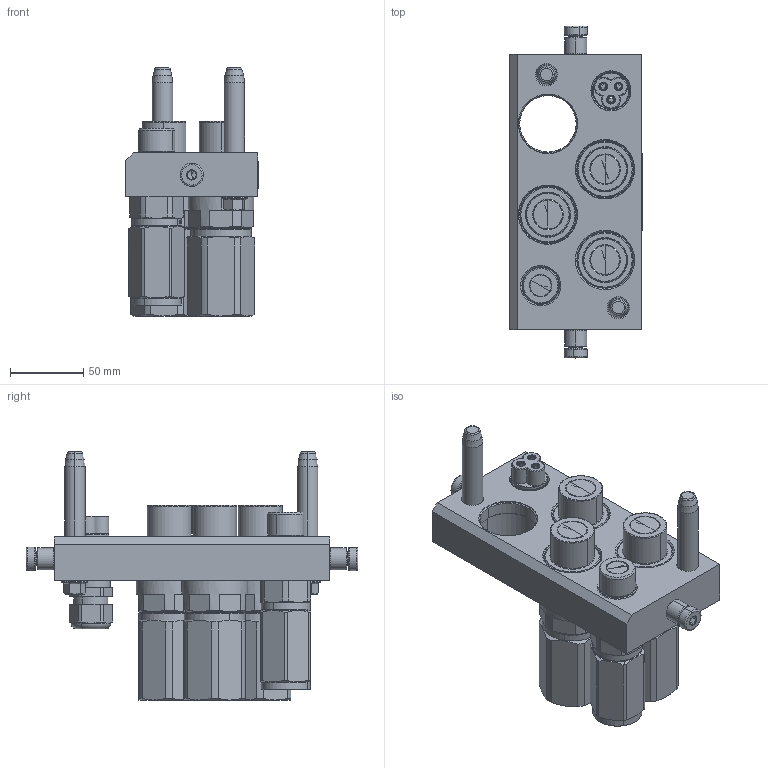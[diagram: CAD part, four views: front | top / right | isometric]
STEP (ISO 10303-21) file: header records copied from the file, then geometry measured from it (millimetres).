
FILE_DESCRIPTION (( 'STEP AP214' ), '1' );
FILE_NAME ('FASTER.step', '2022-01-21T12:41:03', ( '' ), ( '' ), 'SwSTEP 2.0', 'SolidWorks 2017', '' );
FILE_SCHEMA (( 'AUTOMOTIVE_DESIGN' ));
Length unit declared in the file: millimetre
Products named in the file (15): 4830_028_1000_011.prt; 4830_044_0000_000; 4850_010_8000_000.prt; 3ffnp34_gas_m; 3ffnp12_gas_m; et002; 4830_021_1000_000.prt; conn_3p_m; 4830_013_3000_030; corpospel08-3m; 1540_080_0008_000.prt; P6I_M_BASE; FASTER
Assembly tree (22 placements, depth 3):
  FASTER
    P6I_M_BASE
      4850_010_8000_000.prt
      4830_021_1000_000.prt  x2
      4830_028_1000_011.prt  x2
      1540_080_0008_000.prt  x2
      4830_013_3000_030  x2
    3ffnp34_gas_m  x3
      3ffnp34_gas_m
    3ffnp12_gas_m
      3ffnp12_gas_m
    conn_3p_m
      4830_044_0000_000  x3
      corpospel08-3m
    et002
Bounding box: 90.3 x 226.6 x 169.35 mm (x, y, z)
Volume: 2473.8 mm3; surface area: 187334.3 mm2
Topology: 3 solids, 64 shells, 1986 faces, 6128 edges, 4120 vertices
Faces by surface type: plane 1020, cylinder 412, cone 350, torus 113, bspline 85, sphere 6
Entity records: 59783 total; most frequent: CARTESIAN_POINT 16353, ORIENTED_EDGE 7441, DIRECTION 7114, EDGE_CURVE 4106, VERTEX_POINT 2738, VECTOR 2404, LINE 2404, AXIS2_PLACEMENT_3D 2355
